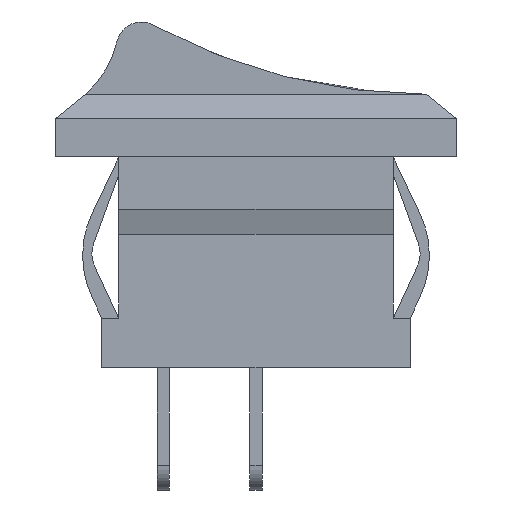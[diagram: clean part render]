
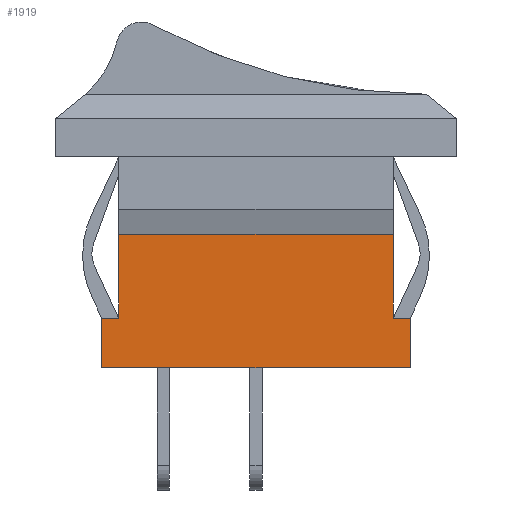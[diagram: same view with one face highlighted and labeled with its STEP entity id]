
A CAD part, front view. The second image highlights one B-rep face of the part: STEP entity #1919.
In plain terms, the highlighted planar face has unit normal (0, -1, 0).
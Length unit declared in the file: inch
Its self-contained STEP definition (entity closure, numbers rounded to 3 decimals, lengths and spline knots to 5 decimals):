
#183=FACE_OUTER_BOUND('',#291,.T.);
#291=EDGE_LOOP('',(#1539,#1540,#1541,#1542,#1543,#1544,#1545,#1546));
#442=LINE('',#2750,#656);
#470=LINE('',#2814,#684);
#477=LINE('',#2827,#691);
#485=LINE('',#2842,#699);
#489=LINE('',#2850,#703);
#497=LINE('',#2864,#711);
#498=LINE('',#2866,#712);
#499=LINE('',#2867,#713);
#656=VECTOR('',#2292,0.3937);
#684=VECTOR('',#2348,0.3937);
#691=VECTOR('',#2357,0.3937);
#699=VECTOR('',#2369,0.3937);
#703=VECTOR('',#2375,0.3937);
#711=VECTOR('',#2391,0.3937);
#712=VECTOR('',#2392,0.3937);
#713=VECTOR('',#2393,0.3937);
#845=VERTEX_POINT('',#2747);
#846=VERTEX_POINT('',#2749);
#867=VERTEX_POINT('',#2811);
#868=VERTEX_POINT('',#2813);
#873=VERTEX_POINT('',#2826);
#878=VERTEX_POINT('',#2841);
#881=VERTEX_POINT('',#2849);
#884=VERTEX_POINT('',#2865);
#1062=EDGE_CURVE('',#846,#845,#442,.T.);
#1094=EDGE_CURVE('',#868,#867,#470,.T.);
#1101=EDGE_CURVE('',#873,#868,#477,.T.);
#1109=EDGE_CURVE('',#878,#846,#485,.T.);
#1113=EDGE_CURVE('',#873,#881,#489,.T.);
#1121=EDGE_CURVE('',#878,#867,#497,.T.);
#1122=EDGE_CURVE('',#884,#845,#498,.T.);
#1123=EDGE_CURVE('',#884,#881,#499,.T.);
#1539=ORIENTED_EDGE('',*,*,#1101,.T.);
#1540=ORIENTED_EDGE('',*,*,#1094,.T.);
#1541=ORIENTED_EDGE('',*,*,#1121,.F.);
#1542=ORIENTED_EDGE('',*,*,#1109,.T.);
#1543=ORIENTED_EDGE('',*,*,#1062,.T.);
#1544=ORIENTED_EDGE('',*,*,#1122,.F.);
#1545=ORIENTED_EDGE('',*,*,#1123,.T.);
#1546=ORIENTED_EDGE('',*,*,#1113,.F.);
#1841=PLANE('',#2053);
#1919=ADVANCED_FACE('',(#183),#1841,.T.);
#2053=AXIS2_PLACEMENT_3D('',#2863,#2389,#2390);
#2292=DIRECTION('',(-1.,0.,0.));
#2348=DIRECTION('',(0.,0.,1.));
#2357=DIRECTION('',(-1.,0.,0.));
#2369=DIRECTION('',(0.,0.,-1.));
#2375=DIRECTION('',(0.,0.,-1.));
#2389=DIRECTION('center_axis',(0.,-1.,0.));
#2390=DIRECTION('ref_axis',(0.,0.,-1.));
#2391=DIRECTION('',(1.,0.,0.));
#2392=DIRECTION('',(0.,0.,1.));
#2393=DIRECTION('',(1.,0.,0.));
#2747=CARTESIAN_POINT('',(-0.315,-0.22958,-0.32908));
#2749=CARTESIAN_POINT('',(-0.27999,-0.22958,-0.32908));
#2750=CARTESIAN_POINT('',(-0.14,-0.22958,-0.32908));
#2811=CARTESIAN_POINT('',(0.27999,-0.22958,-0.15804));
#2813=CARTESIAN_POINT('',(0.27999,-0.22958,-0.32908));
#2814=CARTESIAN_POINT('',(0.27999,-0.22958,-0.24356));
#2826=CARTESIAN_POINT('',(0.315,-0.22958,-0.32908));
#2827=CARTESIAN_POINT('',(0.1575,-0.22958,-0.32908));
#2841=CARTESIAN_POINT('',(-0.27999,-0.22958,-0.15804));
#2842=CARTESIAN_POINT('',(-0.27999,-0.22958,-0.07902));
#2849=CARTESIAN_POINT('',(0.315,-0.22958,-0.43));
#2850=CARTESIAN_POINT('',(0.315,-0.22958,-0.15804));
#2863=CARTESIAN_POINT('Origin',(0.,-0.22958,-0.15804));
#2864=CARTESIAN_POINT('',(0.,-0.22958,-0.15804));
#2865=CARTESIAN_POINT('',(-0.315,-0.22958,-0.43));
#2866=CARTESIAN_POINT('',(-0.315,-0.22958,-0.15804));
#2867=CARTESIAN_POINT('',(0.,-0.22958,-0.43));
